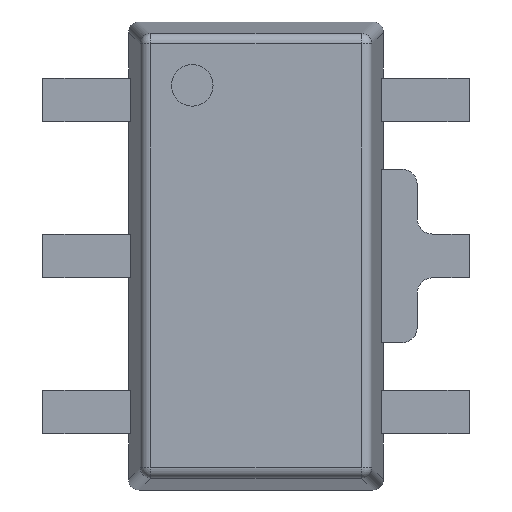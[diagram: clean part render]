
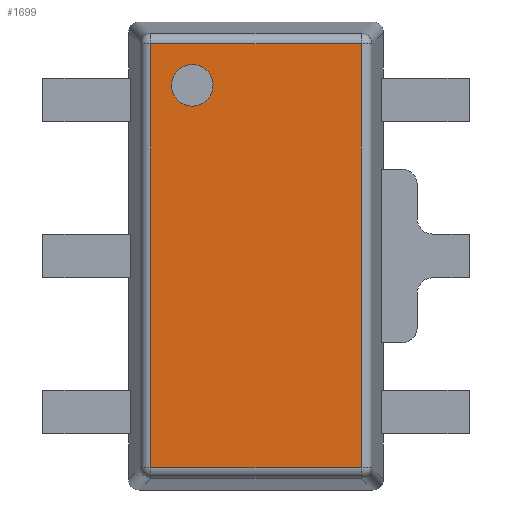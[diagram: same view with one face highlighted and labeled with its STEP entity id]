
A CAD part, top view. The second image highlights one B-rep face of the part: STEP entity #1699.
In plain terms, the highlighted planar face has unit normal (0, 0, 1).
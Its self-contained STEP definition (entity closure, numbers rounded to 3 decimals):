
#77=LINE('',#2547,#269);
#79=LINE('',#2564,#271);
#83=LINE('',#2570,#275);
#85=LINE('',#2573,#277);
#269=VECTOR('',#2059,4.077);
#271=VECTOR('',#2079,4.077);
#275=VECTOR('',#2087,2.027);
#277=VECTOR('',#2091,2.027);
#420=PLANE('',#1835);
#468=FACE_BOUND('',#604,.T.);
#510=FACE_OUTER_BOUND('',#603,.T.);
#603=EDGE_LOOP('',(#1294,#1295,#1296,#1297));
#604=EDGE_LOOP('',(#1298));
#656=CIRCLE('',#1754,0.2);
#702=VERTEX_POINT('',#2376);
#760=VERTEX_POINT('',#2525);
#767=VERTEX_POINT('',#2542);
#770=VERTEX_POINT('',#2552);
#771=VERTEX_POINT('',#2556);
#856=EDGE_CURVE('',#702,#702,#656,.T.);
#939=EDGE_CURVE('',#760,#767,#77,.T.);
#947=EDGE_CURVE('',#771,#770,#79,.T.);
#951=EDGE_CURVE('',#767,#771,#83,.T.);
#953=EDGE_CURVE('',#770,#760,#85,.T.);
#1294=ORIENTED_EDGE('',*,*,#947,.F.);
#1295=ORIENTED_EDGE('',*,*,#951,.F.);
#1296=ORIENTED_EDGE('',*,*,#939,.F.);
#1297=ORIENTED_EDGE('',*,*,#953,.F.);
#1298=ORIENTED_EDGE('',*,*,#856,.T.);
#1699=ADVANCED_FACE('',(#510,#468),#420,.T.);
#1754=AXIS2_PLACEMENT_3D('',#2377,#1900,#1901);
#1835=AXIS2_PLACEMENT_3D('',#2640,#2154,#2155);
#1900=DIRECTION('center_axis',(0.,0.,-1.));
#1901=DIRECTION('ref_axis',(0.,-1.,0.));
#2059=DIRECTION('',(0.,1.,0.));
#2079=DIRECTION('',(0.,-1.,0.));
#2087=DIRECTION('',(1.,0.,0.));
#2091=DIRECTION('',(-1.,0.,0.));
#2154=DIRECTION('center_axis',(0.,0.,1.));
#2155=DIRECTION('ref_axis',(1.,0.,0.));
#2376=CARTESIAN_POINT('',(-0.613,1.838,1.55));
#2377=CARTESIAN_POINT('Origin',(-0.613,1.638,1.55));
#2525=CARTESIAN_POINT('',(-1.013,-2.038,1.55));
#2542=CARTESIAN_POINT('',(-1.013,2.038,1.55));
#2547=CARTESIAN_POINT('',(-1.013,0.563,1.55));
#2552=CARTESIAN_POINT('',(1.013,-2.038,1.55));
#2556=CARTESIAN_POINT('',(1.013,2.038,1.55));
#2564=CARTESIAN_POINT('',(1.013,-0.563,1.55));
#2570=CARTESIAN_POINT('',(0.306,2.038,1.55));
#2573=CARTESIAN_POINT('',(-0.306,-2.038,1.55));
#2640=CARTESIAN_POINT('Origin',(0.,0.,1.55));
